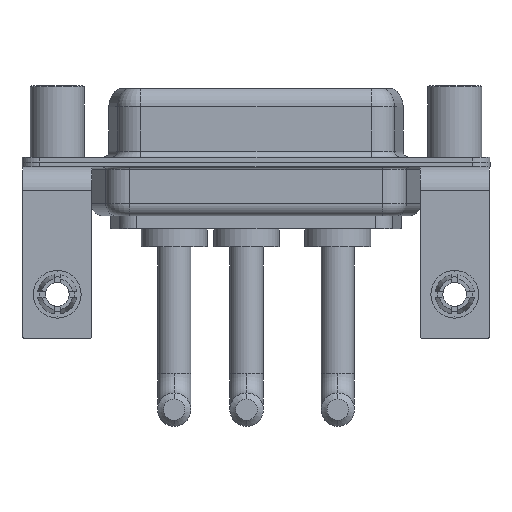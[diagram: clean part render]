
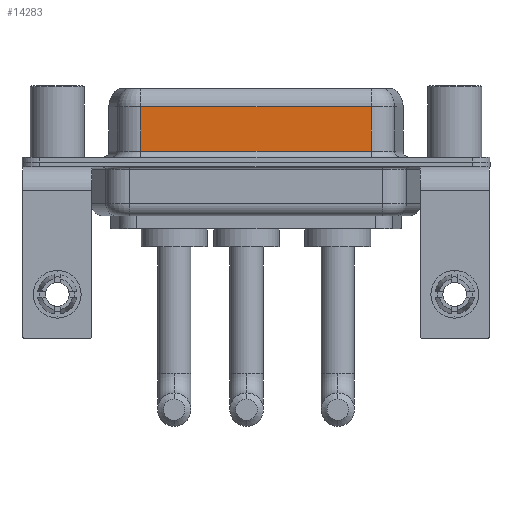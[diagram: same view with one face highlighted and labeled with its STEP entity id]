
A CAD part, front view. The second image highlights one B-rep face of the part: STEP entity #14283.
In plain terms, the highlighted planar face has unit normal (0, -1, 0).
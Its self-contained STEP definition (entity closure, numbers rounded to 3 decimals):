
#886 = LINE ( 'NONE', #17555, #17875 ) ;
#1073 = EDGE_LOOP ( 'NONE', ( #5189, #2794, #10830, #12108 ) ) ;
#1155 = AXIS2_PLACEMENT_3D ( 'NONE', #8715, #4359, #5707 ) ;
#2135 = DIRECTION ( 'NONE',  ( -1., 0., 0. ) ) ;
#2629 = VERTEX_POINT ( 'NONE', #11939 ) ;
#2794 = ORIENTED_EDGE ( 'NONE', *, *, #8513, .T. ) ;
#4359 = DIRECTION ( 'NONE',  ( 0., 1., 0. ) ) ;
#4648 = VECTOR ( 'NONE', #16178, 1000. ) ;
#5112 = CARTESIAN_POINT ( 'NONE',  ( 7.013, -3.95, 6.4 ) ) ;
#5189 = ORIENTED_EDGE ( 'NONE', *, *, #11753, .F. ) ;
#5700 = EDGE_CURVE ( 'NONE', #7187, #17862, #10125, .T. ) ;
#5707 = DIRECTION ( 'NONE',  ( 0., 0., 1. ) ) ;
#5812 = CARTESIAN_POINT ( 'NONE',  ( 7.013, -3.95, 4.65 ) ) ;
#7187 = VERTEX_POINT ( 'NONE', #10658 ) ;
#8396 = CARTESIAN_POINT ( 'NONE',  ( 26.287, -3.95, 0.9 ) ) ;
#8513 = EDGE_CURVE ( 'NONE', #2629, #11370, #11835, .T. ) ;
#8715 = CARTESIAN_POINT ( 'NONE',  ( 26.287, -3.95, 6.4 ) ) ;
#9108 = CARTESIAN_POINT ( 'NONE',  ( 26.287, -3.95, 0.9 ) ) ;
#10125 = LINE ( 'NONE', #9108, #15927 ) ;
#10658 = CARTESIAN_POINT ( 'NONE',  ( 7.013, -3.95, 0.9 ) ) ;
#10830 = ORIENTED_EDGE ( 'NONE', *, *, #16463, .T. ) ;
#10851 = LINE ( 'NONE', #5112, #4648 ) ;
#11092 = PLANE ( 'NONE',  #1155 ) ;
#11370 = VERTEX_POINT ( 'NONE', #5812 ) ;
#11753 = EDGE_CURVE ( 'NONE', #2629, #17862, #886, .T. ) ;
#11835 = LINE ( 'NONE', #17335, #13716 ) ;
#11939 = CARTESIAN_POINT ( 'NONE',  ( 26.287, -3.95, 4.65 ) ) ;
#12108 = ORIENTED_EDGE ( 'NONE', *, *, #5700, .T. ) ;
#12808 = FACE_OUTER_BOUND ( 'NONE', #1073, .T. ) ;
#13716 = VECTOR ( 'NONE', #2135, 1000. ) ;
#14283 = ADVANCED_FACE ( 'NONE', ( #12808 ), #11092, .F. ) ;
#14521 = DIRECTION ( 'NONE',  ( 1., 0., 0. ) ) ;
#15008 = DIRECTION ( 'NONE',  ( 0., 0., -1. ) ) ;
#15927 = VECTOR ( 'NONE', #14521, 1000. ) ;
#16178 = DIRECTION ( 'NONE',  ( 0., 0., -1. ) ) ;
#16463 = EDGE_CURVE ( 'NONE', #11370, #7187, #10851, .T. ) ;
#17335 = CARTESIAN_POINT ( 'NONE',  ( 26.287, -3.95, 4.65 ) ) ;
#17555 = CARTESIAN_POINT ( 'NONE',  ( 26.287, -3.95, 6.4 ) ) ;
#17862 = VERTEX_POINT ( 'NONE', #8396 ) ;
#17875 = VECTOR ( 'NONE', #15008, 1000. ) ;
